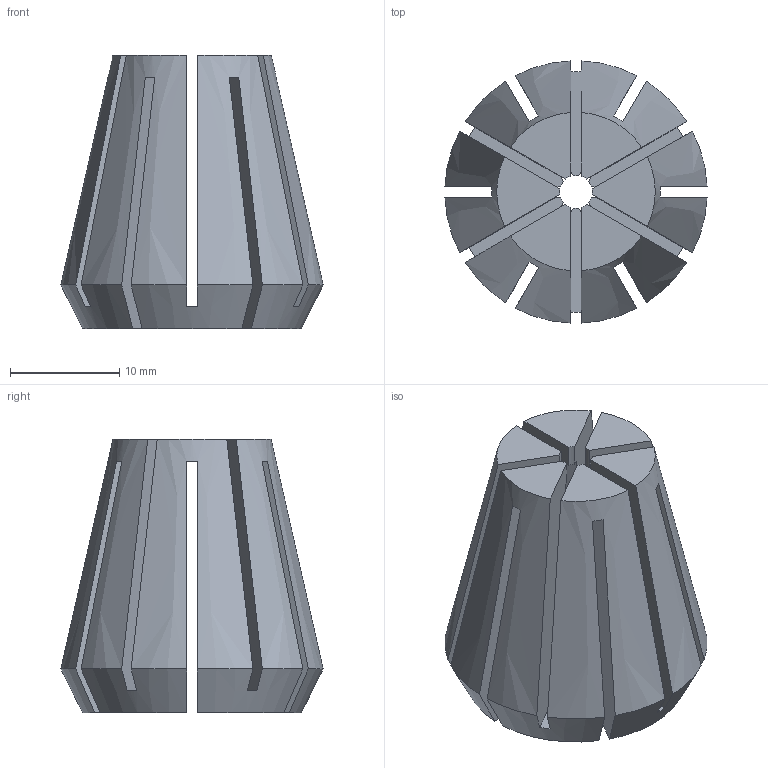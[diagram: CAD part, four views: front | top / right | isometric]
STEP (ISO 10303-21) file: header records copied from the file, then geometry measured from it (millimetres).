
FILE_DESCRIPTION(('STEP AP242'), '1');
FILE_NAME('3mmCollet', '', ('UNSPECIFIED'), ('UNSPECIFIED'), 'C3D Converter', 'C3D Toolkit', '');
FILE_SCHEMA(('AP242_MANAGED_MODEL_BASED_3D_ENGINEERING_MIM_LF { 1 0 10303 442 1 1 4 }'));
Length unit declared in the file: millimetre
Bounding box: 23.98 x 23.98 x 25 mm (x, y, z)
Volume: 5266.1 mm3; surface area: 6270.7 mm2
Topology: 1 solids, 1 shells, 72 faces, 216 edges, 144 vertices
Faces by surface type: plane 48, cone 12, cylinder 12
Entity records: 2832 total; most frequent: CARTESIAN_POINT 877, ORIENTED_EDGE 432, DIRECTION 374, EDGE_CURVE 216, VERTEX_POINT 144, AXIS2_PLACEMENT_3D 133, LINE 108, VECTOR 108
